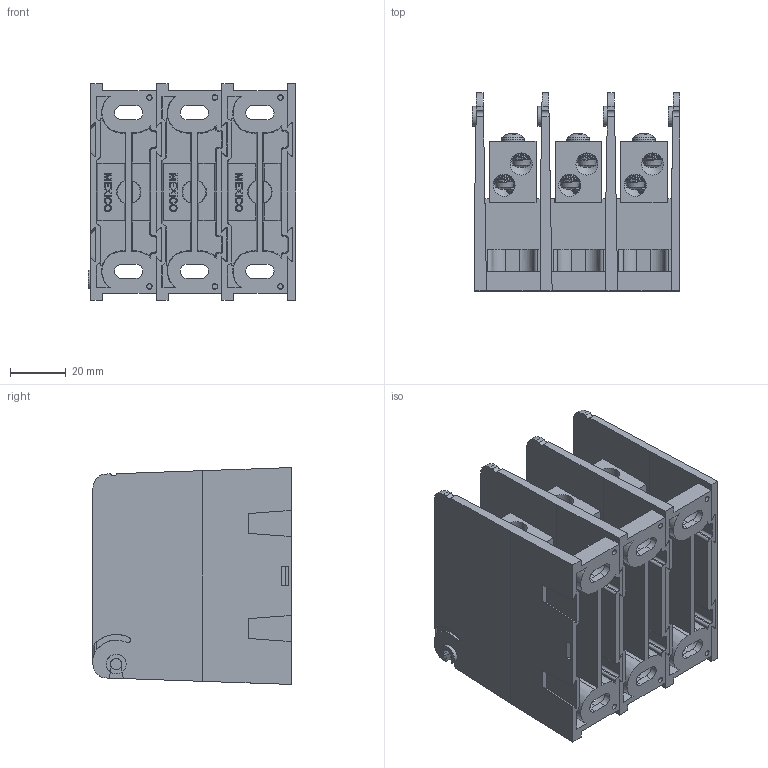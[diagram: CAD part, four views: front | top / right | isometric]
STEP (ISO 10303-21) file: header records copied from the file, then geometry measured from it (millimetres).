
FILE_DESCRIPTION (( 'STEP AP214' ), '1' );
FILE_NAME ('701960rev-3P.STEP', '2014-01-10T21:10:47', ( '' ), ( '' ), 'SwSTEP 2.0', 'SolidWorks 2013', '' );
FILE_SCHEMA (( 'AUTOMOTIVE_DESIGN' ));
Length unit declared in the file: inch
Products named in the file (1): 701960rev-3P
Bounding box: 74.78 x 71.37 x 78.11 mm (x, y, z)
Volume: 139903.5 mm3; surface area: 103874.2 mm2
Topology: 19 solids, 19 shells, 1423 faces, 3866 edges, 2529 vertices
Faces by surface type: plane 653, cylinder 302, cone 279, bspline 177, sphere 9, torus 3
Full cylindrical faces by diameter (mm): 3.658 x3, 4.064 x1, 5.41 x3, 6.909 x6, 7.009 x24, 7.112 x1, 7.925 x18, 7.937 x5, 7.938 x1, 8.179 x3, 8.611 x3, 9.525 x33, 11.112 x3
Entity records: 78055 total; most frequent: CARTESIAN_POINT 27727, ORIENTED_EDGE 6920, DIRECTION 5625, EDGE_CURVE 3460, VERTEX_POINT 2395, VECTOR 1943, LINE 1943, AXIS2_PLACEMENT_3D 1841
